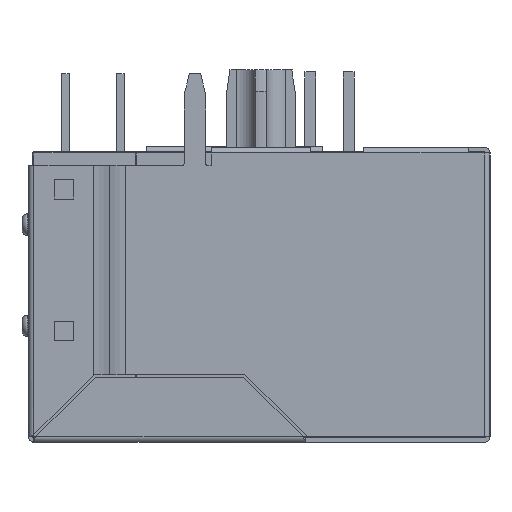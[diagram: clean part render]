
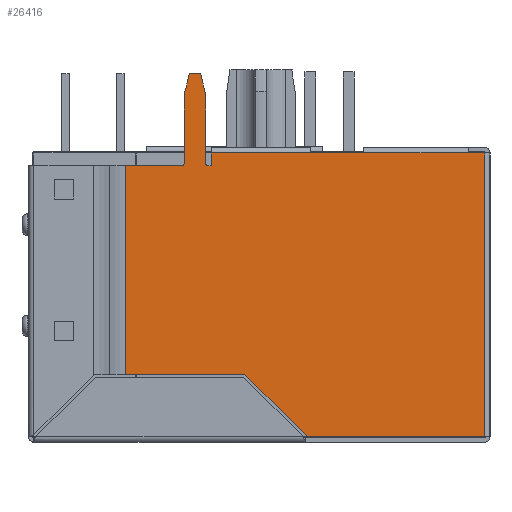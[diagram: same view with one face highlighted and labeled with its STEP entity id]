
A CAD part, left-side view. The second image highlights one B-rep face of the part: STEP entity #26416.
In plain terms, the highlighted planar face has unit normal (-1, 0, 0).
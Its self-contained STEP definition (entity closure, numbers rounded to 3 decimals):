
#594=CIRCLE('',#27667,0.1);
#595=CIRCLE('',#27668,0.1);
#596=CIRCLE('',#27669,0.1);
#597=CIRCLE('',#27670,0.1);
#598=CIRCLE('',#27671,0.1);
#599=CIRCLE('',#27672,0.1);
#2046=ORIENTED_EDGE('',*,*,#7706,.F.);
#2047=ORIENTED_EDGE('',*,*,#7707,.T.);
#2048=ORIENTED_EDGE('',*,*,#7708,.F.);
#2049=ORIENTED_EDGE('',*,*,#7709,.T.);
#2050=ORIENTED_EDGE('',*,*,#7542,.T.);
#2051=ORIENTED_EDGE('',*,*,#7710,.T.);
#2052=ORIENTED_EDGE('',*,*,#7711,.T.);
#2053=ORIENTED_EDGE('',*,*,#7712,.T.);
#2054=ORIENTED_EDGE('',*,*,#7704,.T.);
#2055=ORIENTED_EDGE('',*,*,#7713,.T.);
#2056=ORIENTED_EDGE('',*,*,#7530,.T.);
#2057=ORIENTED_EDGE('',*,*,#7714,.T.);
#2058=ORIENTED_EDGE('',*,*,#7638,.T.);
#2059=ORIENTED_EDGE('',*,*,#7715,.T.);
#2060=ORIENTED_EDGE('',*,*,#7716,.T.);
#2061=ORIENTED_EDGE('',*,*,#7540,.T.);
#2062=ORIENTED_EDGE('',*,*,#7717,.T.);
#2063=ORIENTED_EDGE('',*,*,#7718,.F.);
#2064=ORIENTED_EDGE('',*,*,#7719,.T.);
#2065=ORIENTED_EDGE('',*,*,#7720,.F.);
#2066=ORIENTED_EDGE('',*,*,#7721,.T.);
#2067=ORIENTED_EDGE('',*,*,#7722,.F.);
#2068=ORIENTED_EDGE('',*,*,#7723,.T.);
#7530=EDGE_CURVE('',#10373,#10372,#11997,.T.);
#7540=EDGE_CURVE('',#10381,#10380,#12005,.T.);
#7542=EDGE_CURVE('',#10382,#10383,#12007,.T.);
#7638=EDGE_CURVE('',#10456,#10457,#12070,.T.);
#7704=EDGE_CURVE('',#10503,#10502,#12114,.T.);
#7706=EDGE_CURVE('',#10504,#10505,#12116,.T.);
#7707=EDGE_CURVE('',#10504,#10506,#594,.T.);
#7708=EDGE_CURVE('',#10507,#10506,#12117,.T.);
#7709=EDGE_CURVE('',#10507,#10382,#595,.F.);
#7710=EDGE_CURVE('',#10383,#10508,#12118,.T.);
#7711=EDGE_CURVE('',#10508,#10509,#12119,.T.);
#7712=EDGE_CURVE('',#10509,#10503,#12120,.T.);
#7713=EDGE_CURVE('',#10502,#10373,#12121,.T.);
#7714=EDGE_CURVE('',#10372,#10456,#12122,.T.);
#7715=EDGE_CURVE('',#10457,#10510,#12123,.T.);
#7716=EDGE_CURVE('',#10510,#10381,#12124,.T.);
#7717=EDGE_CURVE('',#10380,#10511,#596,.F.);
#7718=EDGE_CURVE('',#10512,#10511,#12125,.T.);
#7719=EDGE_CURVE('',#10512,#10513,#597,.T.);
#7720=EDGE_CURVE('',#10514,#10513,#12126,.T.);
#7721=EDGE_CURVE('',#10514,#10515,#598,.T.);
#7722=EDGE_CURVE('',#10516,#10515,#12127,.T.);
#7723=EDGE_CURVE('',#10516,#10505,#599,.T.);
#10372=VERTEX_POINT('',#35822);
#10373=VERTEX_POINT('',#35824);
#10380=VERTEX_POINT('',#35842);
#10381=VERTEX_POINT('',#35844);
#10382=VERTEX_POINT('',#35848);
#10383=VERTEX_POINT('',#35849);
#10456=VERTEX_POINT('',#36038);
#10457=VERTEX_POINT('',#36039);
#10502=VERTEX_POINT('',#36161);
#10503=VERTEX_POINT('',#36163);
#10504=VERTEX_POINT('',#36167);
#10505=VERTEX_POINT('',#36168);
#10506=VERTEX_POINT('',#36170);
#10507=VERTEX_POINT('',#36172);
#10508=VERTEX_POINT('',#36175);
#10509=VERTEX_POINT('',#36177);
#10510=VERTEX_POINT('',#36182);
#10511=VERTEX_POINT('',#36185);
#10512=VERTEX_POINT('',#36187);
#10513=VERTEX_POINT('',#36189);
#10514=VERTEX_POINT('',#36191);
#10515=VERTEX_POINT('',#36193);
#10516=VERTEX_POINT('',#36195);
#11997=LINE('',#35823,#13925);
#12005=LINE('',#35843,#13933);
#12007=LINE('',#35847,#13935);
#12070=LINE('',#36037,#13998);
#12114=LINE('',#36162,#14042);
#12116=LINE('',#36166,#14044);
#12117=LINE('',#36171,#14045);
#12118=LINE('',#36174,#14046);
#12119=LINE('',#36176,#14047);
#12120=LINE('',#36178,#14048);
#12121=LINE('',#36179,#14049);
#12122=LINE('',#36180,#14050);
#12123=LINE('',#36181,#14051);
#12124=LINE('',#36183,#14052);
#12125=LINE('',#36186,#14053);
#12126=LINE('',#36190,#14054);
#12127=LINE('',#36194,#14055);
#13925=VECTOR('',#29448,1000.);
#13933=VECTOR('',#29464,1000.);
#13935=VECTOR('',#29468,1000.);
#13998=VECTOR('',#29629,1000.);
#14042=VECTOR('',#29741,1000.);
#14044=VECTOR('',#29745,1000.);
#14045=VECTOR('',#29748,1000.);
#14046=VECTOR('',#29751,1000.);
#14047=VECTOR('',#29752,1000.);
#14048=VECTOR('',#29753,1000.);
#14049=VECTOR('',#29754,1000.);
#14050=VECTOR('',#29755,1000.);
#14051=VECTOR('',#29756,1000.);
#14052=VECTOR('',#29757,1000.);
#14053=VECTOR('',#29760,1000.);
#14054=VECTOR('',#29763,1000.);
#14055=VECTOR('',#29766,1000.);
#15757=EDGE_LOOP('',(#2046,#2047,#2048,#2049,#2050,#2051,#2052,#2053,#2054,
#2055,#2056,#2057,#2058,#2059,#2060,#2061,#2062,#2063,#2064,#2065,#2066,
#2067,#2068));
#16937=FACE_BOUND('',#15757,.T.);
#18084=PLANE('',#27666);
#26416=ADVANCED_FACE('',(#16937),#18084,.T.);
#27666=AXIS2_PLACEMENT_3D('',#36165,#29743,#29744);
#27667=AXIS2_PLACEMENT_3D('',#36169,#29746,#29747);
#27668=AXIS2_PLACEMENT_3D('',#36173,#29749,#29750);
#27669=AXIS2_PLACEMENT_3D('',#36184,#29758,#29759);
#27670=AXIS2_PLACEMENT_3D('',#36188,#29761,#29762);
#27671=AXIS2_PLACEMENT_3D('',#36192,#29764,#29765);
#27672=AXIS2_PLACEMENT_3D('',#36196,#29767,#29768);
#29448=DIRECTION('',(0.,1.,0.));
#29464=DIRECTION('',(0.,1.,0.));
#29468=DIRECTION('',(0.,1.,0.));
#29629=DIRECTION('',(0.,1.,0.));
#29741=DIRECTION('',(0.,-1.,0.));
#29743=DIRECTION('',(-1.,0.,0.));
#29744=DIRECTION('',(0.,-1.,0.));
#29745=DIRECTION('',(0.,-0.243,0.97));
#29746=DIRECTION('',(-1.,0.,0.));
#29747=DIRECTION('',(0.,-1.,0.));
#29748=DIRECTION('',(0.,0.,1.));
#29749=DIRECTION('',(-1.,0.,0.));
#29750=DIRECTION('',(0.,-1.,0.));
#29751=DIRECTION('',(0.,0.,-1.));
#29752=DIRECTION('',(0.,-1.,0.));
#29753=DIRECTION('',(0.,-0.707,-0.707));
#29754=DIRECTION('',(0.,0.,1.));
#29755=DIRECTION('',(0.,1.,0.));
#29756=DIRECTION('',(0.,1.,0.));
#29757=DIRECTION('',(0.,0.,-1.));
#29758=DIRECTION('',(-1.,0.,0.));
#29759=DIRECTION('',(0.,-1.,0.));
#29760=DIRECTION('',(0.,0.,-1.));
#29761=DIRECTION('',(-1.,0.,0.));
#29762=DIRECTION('',(0.,-1.,0.));
#29763=DIRECTION('',(0.,-0.243,-0.97));
#29764=DIRECTION('',(-1.,0.,0.));
#29765=DIRECTION('',(0.,-1.,0.));
#29766=DIRECTION('',(0.,-1.,0.));
#29767=DIRECTION('',(-1.,0.,0.));
#29768=DIRECTION('',(0.,-1.,0.));
#35822=CARTESIAN_POINT('',(-15.62,-9.675,6.565));
#35823=CARTESIAN_POINT('',(-15.62,-10.516,6.565));
#35824=CARTESIAN_POINT('',(-15.62,-10.425,6.565));
#35842=CARTESIAN_POINT('',(-15.62,2.375,5.985));
#35843=CARTESIAN_POINT('',(-15.62,2.225,5.985));
#35844=CARTESIAN_POINT('',(-15.62,2.225,5.985));
#35847=CARTESIAN_POINT('',(-15.62,2.225,5.985));
#35848=CARTESIAN_POINT('',(-15.62,3.575,5.985));
#35849=CARTESIAN_POINT('',(-15.62,6.175,5.985));
#36037=CARTESIAN_POINT('',(-15.62,-10.516,6.565));
#36038=CARTESIAN_POINT('',(-15.62,-4.825,6.565));
#36039=CARTESIAN_POINT('',(-15.62,-2.375,6.565));
#36161=CARTESIAN_POINT('',(-15.62,-10.425,-6.565));
#36162=CARTESIAN_POINT('',(-15.62,-2.216,-6.565));
#36163=CARTESIAN_POINT('',(-15.62,-2.216,-6.565));
#36165=CARTESIAN_POINT('',(-15.62,-10.516,-6.565));
#36166=CARTESIAN_POINT('',(-15.62,3.475,9.265));
#36167=CARTESIAN_POINT('',(-15.62,3.472,9.277));
#36168=CARTESIAN_POINT('',(-15.62,3.244,10.189));
#36169=CARTESIAN_POINT('',(-15.62,3.375,9.253));
#36170=CARTESIAN_POINT('',(-15.62,3.475,9.253));
#36171=CARTESIAN_POINT('',(-15.62,3.475,5.985));
#36172=CARTESIAN_POINT('',(-15.62,3.475,6.085));
#36173=CARTESIAN_POINT('',(-15.62,3.575,6.085));
#36174=CARTESIAN_POINT('',(-15.62,6.175,5.985));
#36175=CARTESIAN_POINT('',(-15.62,6.175,-3.686));
#36176=CARTESIAN_POINT('',(-15.62,6.175,-3.686));
#36177=CARTESIAN_POINT('',(-15.62,0.663,-3.686));
#36178=CARTESIAN_POINT('',(-15.62,0.663,-3.686));
#36179=CARTESIAN_POINT('',(-15.62,-10.425,-6.565));
#36180=CARTESIAN_POINT('',(-15.62,-9.675,6.565));
#36181=CARTESIAN_POINT('',(-15.62,-2.375,6.565));
#36182=CARTESIAN_POINT('',(-15.62,2.225,6.565));
#36183=CARTESIAN_POINT('',(-15.62,2.225,6.565));
#36184=CARTESIAN_POINT('',(-15.62,2.375,6.085));
#36185=CARTESIAN_POINT('',(-15.62,2.475,6.085));
#36186=CARTESIAN_POINT('',(-15.62,2.475,9.265));
#36187=CARTESIAN_POINT('',(-15.62,2.475,9.253));
#36188=CARTESIAN_POINT('',(-15.62,2.575,9.253));
#36189=CARTESIAN_POINT('',(-15.62,2.478,9.277));
#36190=CARTESIAN_POINT('',(-15.62,2.725,10.265));
#36191=CARTESIAN_POINT('',(-15.62,2.706,10.189));
#36192=CARTESIAN_POINT('',(-15.62,2.803,10.165));
#36193=CARTESIAN_POINT('',(-15.62,2.803,10.265));
#36194=CARTESIAN_POINT('',(-15.62,3.225,10.265));
#36195=CARTESIAN_POINT('',(-15.62,3.147,10.265));
#36196=CARTESIAN_POINT('',(-15.62,3.147,10.165));
